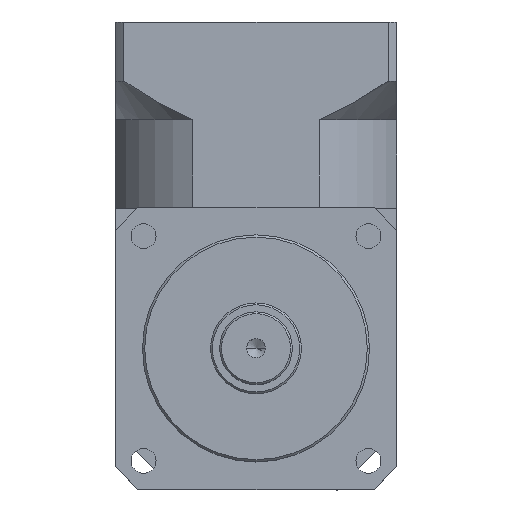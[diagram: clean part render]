
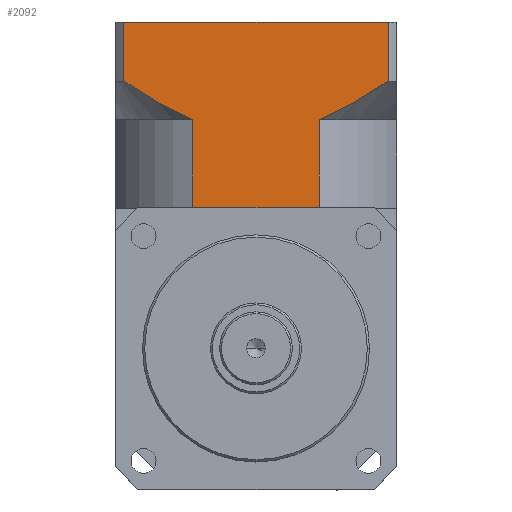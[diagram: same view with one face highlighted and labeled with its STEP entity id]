
A CAD part, top view. The second image highlights one B-rep face of the part: STEP entity #2092.
In plain terms, the highlighted planar face has unit normal (0, 0, 1).
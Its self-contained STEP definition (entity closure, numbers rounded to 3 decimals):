
#63 = CARTESIAN_POINT ( 'NONE',  ( 346.877, 177.465, -10.9 ) ) ;
#64 = ORIENTED_EDGE ( 'NONE', *, *, #198, .F. ) ;
#113 = CARTESIAN_POINT ( 'NONE',  ( 389.915, 177.465, -10.9 ) ) ;
#198 = EDGE_CURVE ( 'NONE', #3985, #1633, #2018, .T. ) ;
#206 = DIRECTION ( 'NONE',  ( 1., 0., 0. ) ) ;
#226 = CARTESIAN_POINT ( 'NONE',  ( 389.915, 196.965, -10.9 ) ) ;
#239 = CARTESIAN_POINT ( 'NONE',  ( 405.024, 205.465, -10.9 ) ) ;
#320 = CARTESIAN_POINT ( 'NONE',  ( 351.708, 202.265, -10.9 ) ) ;
#367 = CARTESIAN_POINT ( 'NONE',  ( 406.951, 218.465, -10.9 ) ) ;
#493 = AXIS2_PLACEMENT_3D ( 'NONE', #367, #3299, #1343 ) ;
#654 = DIRECTION ( 'NONE',  ( 1., 0., 0. ) ) ;
#655 = LINE ( 'NONE', #2560, #4038 ) ;
#711 = EDGE_CURVE ( 'NONE', #1959, #1226, #1543, .T. ) ;
#741 = ORIENTED_EDGE ( 'NONE', *, *, #3339, .T. ) ;
#825 = DIRECTION ( 'NONE',  ( 0., -1., 0. ) ) ;
#967 = CARTESIAN_POINT ( 'NONE',  ( 355.466, 200.107, -10.9 ) ) ;
#968 = DIRECTION ( 'NONE',  ( 0., -1., 0. ) ) ;
#1026 = VECTOR ( 'NONE', #654, 1000. ) ;
#1048 = B_SPLINE_CURVE_WITH_KNOTS ( 'NONE', 3,
 ( #226, #3488, #1529, #3809, #1875, #4150, #2207, #239 ),
 .UNSPECIFIED., .F., .F.,
 ( 4, 2, 2, 4 ),
 ( 0., 0.004, 0.009, 0.017 ),
 .UNSPECIFIED. ) ;
#1069 = ORIENTED_EDGE ( 'NONE', *, *, #3151, .T. ) ;
#1143 = EDGE_CURVE ( 'NONE', #1959, #3985, #2248, .T. ) ;
#1226 = VERTEX_POINT ( 'NONE', #2716 ) ;
#1245 = DIRECTION ( 'NONE',  ( 0., 1., 0. ) ) ;
#1293 = CARTESIAN_POINT ( 'NONE',  ( 359.324, 198.125, -10.9 ) ) ;
#1322 = PLANE ( 'NONE',  #493 ) ;
#1343 = DIRECTION ( 'NONE',  ( -1., 0., 0. ) ) ;
#1347 = DIRECTION ( 'NONE',  ( 0., 1., 0. ) ) ;
#1422 = EDGE_CURVE ( 'NONE', #1633, #1493, #1466, .T. ) ;
#1466 = LINE ( 'NONE', #2793, #1616 ) ;
#1493 = VERTEX_POINT ( 'NONE', #2941 ) ;
#1529 = CARTESIAN_POINT ( 'NONE',  ( 392.578, 198.125, -10.9 ) ) ;
#1543 = B_SPLINE_CURVE_WITH_KNOTS ( 'NONE', 3,
 ( #2931, #2603, #320, #967, #3257, #1293, #3582, #1628 ),
 .UNSPECIFIED., .F., .F.,
 ( 4, 2, 2, 4 ),
 ( 0., 0.009, 0.013, 0.017 ),
 .UNSPECIFIED. ) ;
#1573 = ORIENTED_EDGE ( 'NONE', *, *, #2178, .T. ) ;
#1589 = CARTESIAN_POINT ( 'NONE',  ( 346.877, 205.465, -10.9 ) ) ;
#1597 = VECTOR ( 'NONE', #206, 1000. ) ;
#1616 = VECTOR ( 'NONE', #825, 1000. ) ;
#1628 = CARTESIAN_POINT ( 'NONE',  ( 361.986, 196.965, -10.9 ) ) ;
#1633 = VERTEX_POINT ( 'NONE', #3665 ) ;
#1709 = LINE ( 'NONE', #1836, #1597 ) ;
#1751 = ORIENTED_EDGE ( 'NONE', *, *, #2948, .T. ) ;
#1762 = VERTEX_POINT ( 'NONE', #3720 ) ;
#1836 = CARTESIAN_POINT ( 'NONE',  ( 406.951, 177.465, -10.9 ) ) ;
#1875 = CARTESIAN_POINT ( 'NONE',  ( 396.435, 200.107, -10.9 ) ) ;
#1959 = VERTEX_POINT ( 'NONE', #1589 ) ;
#2017 = CARTESIAN_POINT ( 'NONE',  ( 389.915, 196.965, -10.9 ) ) ;
#2018 = LINE ( 'NONE', #3914, #1026 ) ;
#2030 = EDGE_LOOP ( 'NONE', ( #1751, #1069, #4213, #64, #3536, #4191, #741, #1573 ) ) ;
#2092 = ADVANCED_FACE ( 'NONE', ( #3838 ), #1322, .F. ) ;
#2178 = EDGE_CURVE ( 'NONE', #1762, #3140, #1709, .T. ) ;
#2207 = CARTESIAN_POINT ( 'NONE',  ( 402.63, 203.827, -10.9 ) ) ;
#2248 = LINE ( 'NONE', #63, #3971 ) ;
#2479 = CARTESIAN_POINT ( 'NONE',  ( 346.877, 218.465, -10.9 ) ) ;
#2560 = CARTESIAN_POINT ( 'NONE',  ( 389.915, 192.465, -10.9 ) ) ;
#2603 = CARTESIAN_POINT ( 'NONE',  ( 349.271, 203.827, -10.9 ) ) ;
#2607 = CARTESIAN_POINT ( 'NONE',  ( 361.986, 192.465, -10.9 ) ) ;
#2716 = CARTESIAN_POINT ( 'NONE',  ( 361.986, 196.965, -10.9 ) ) ;
#2793 = CARTESIAN_POINT ( 'NONE',  ( 405.024, 177.465, -10.9 ) ) ;
#2806 = VECTOR ( 'NONE', #968, 1000. ) ;
#2931 = CARTESIAN_POINT ( 'NONE',  ( 346.877, 205.465, -10.9 ) ) ;
#2941 = CARTESIAN_POINT ( 'NONE',  ( 405.024, 205.465, -10.9 ) ) ;
#2948 = EDGE_CURVE ( 'NONE', #3140, #3724, #655, .T. ) ;
#3140 = VERTEX_POINT ( 'NONE', #113 ) ;
#3151 = EDGE_CURVE ( 'NONE', #3724, #1493, #1048, .T. ) ;
#3257 = CARTESIAN_POINT ( 'NONE',  ( 356.737, 199.419, -10.9 ) ) ;
#3299 = DIRECTION ( 'NONE',  ( 0., 0., -1. ) ) ;
#3339 = EDGE_CURVE ( 'NONE', #1226, #1762, #3669, .T. ) ;
#3488 = CARTESIAN_POINT ( 'NONE',  ( 391.261, 197.518, -10.9 ) ) ;
#3536 = ORIENTED_EDGE ( 'NONE', *, *, #1143, .F. ) ;
#3582 = CARTESIAN_POINT ( 'NONE',  ( 360.64, 197.518, -10.9 ) ) ;
#3665 = CARTESIAN_POINT ( 'NONE',  ( 405.024, 218.465, -10.9 ) ) ;
#3669 = LINE ( 'NONE', #2607, #2806 ) ;
#3720 = CARTESIAN_POINT ( 'NONE',  ( 361.986, 177.465, -10.9 ) ) ;
#3724 = VERTEX_POINT ( 'NONE', #2017 ) ;
#3809 = CARTESIAN_POINT ( 'NONE',  ( 395.164, 199.419, -10.9 ) ) ;
#3838 = FACE_OUTER_BOUND ( 'NONE', #2030, .T. ) ;
#3914 = CARTESIAN_POINT ( 'NONE',  ( 406.951, 218.465, -10.9 ) ) ;
#3971 = VECTOR ( 'NONE', #1347, 1000. ) ;
#3985 = VERTEX_POINT ( 'NONE', #2479 ) ;
#4038 = VECTOR ( 'NONE', #1245, 1000. ) ;
#4150 = CARTESIAN_POINT ( 'NONE',  ( 400.194, 202.265, -10.9 ) ) ;
#4191 = ORIENTED_EDGE ( 'NONE', *, *, #711, .T. ) ;
#4213 = ORIENTED_EDGE ( 'NONE', *, *, #1422, .F. ) ;
